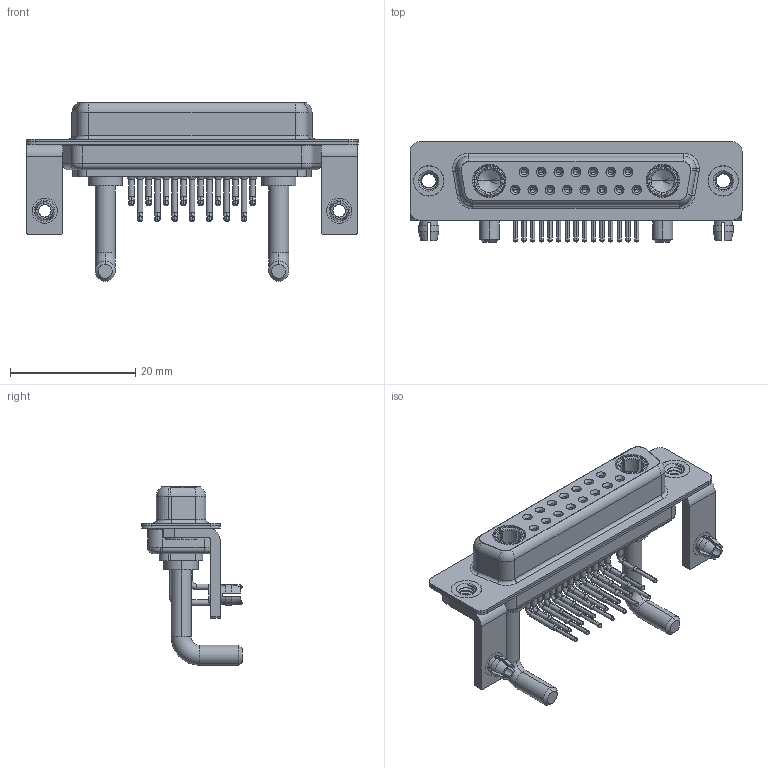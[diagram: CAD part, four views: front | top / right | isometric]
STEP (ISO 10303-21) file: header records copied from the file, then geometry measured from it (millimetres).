
FILE_DESCRIPTION (( 'STEP AP203' ), '1' );
FILE_NAME ('630-17W2250-3T3.STEP', '2022-06-02T00:24:27', ( '' ), ( '' ), 'SwSTEP 2.0', 'SolidWorks 2020', '' );
FILE_SCHEMA (( 'CONFIG_CONTROL_DESIGN' ));
Length unit declared in the file: millimetre
Products named in the file (10): 630-17W2250-3T3; 630Combo Board Lock; 630Combo Contact Row 1; Power Socket_Ext 30A RA; 630Combo Shell Front_25 Contacts; 630Combo Threaded Rivet_3; 630Combo Housing_17W2; 630Combo Contact Row 2; 630Combo Stabilizer Bracket; 630Combo Shell Rear_25 Contacts
Assembly tree (26 placements, depth 2):
  630-17W2250-3T3
    630Combo Housing_17W2
    630Combo Shell Front_25 Contacts
    630Combo Shell Rear_25 Contacts
    630Combo Threaded Rivet_3  x2
    630Combo Stabilizer Bracket  x2
    630Combo Board Lock  x2
    Power Socket_Ext 30A RA  x2
    630Combo Contact Row 1  x7
    630Combo Contact Row 2  x8
Bounding box: 53.05 x 16 x 28.53 mm (x, y, z)
Volume: 4498.9 mm3; surface area: 10154 mm2
Topology: 28 solids, 28 shells, 1362 faces, 3472 edges, 2198 vertices
Faces by surface type: cylinder 582, plane 418, cone 225, torus 69, bspline 68
Entity records: 23190 total; most frequent: CARTESIAN_POINT 5382, DIRECTION 3691, ORIENTED_EDGE 3238, EDGE_CURVE 1619, AXIS2_PLACEMENT_3D 1516, VERTEX_POINT 1035, CIRCLE 829, EDGE_LOOP 790
